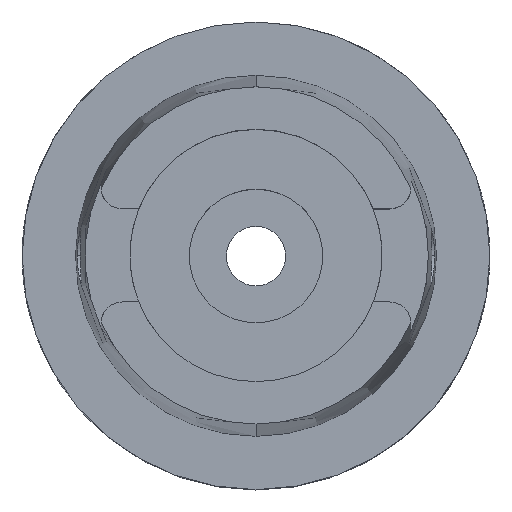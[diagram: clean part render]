
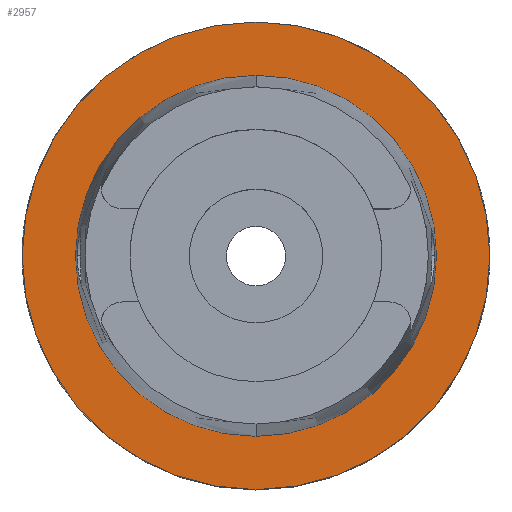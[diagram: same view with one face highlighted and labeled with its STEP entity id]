
A CAD part, top view. The second image highlights one B-rep face of the part: STEP entity #2957.
In plain terms, the highlighted planar face has unit normal (0, 0, 1).
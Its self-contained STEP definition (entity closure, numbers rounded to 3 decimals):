
#479=CARTESIAN_POINT('',(0.,0.,0.));
#480=DIRECTION('',(0.,0.,-1.));
#481=DIRECTION('',(0.,-1.,0.));
#482=AXIS2_PLACEMENT_3D('',#479,#480,#481);
#487=CARTESIAN_POINT('',(0.,0.,0.));
#488=DIRECTION('',(0.,0.,-1.));
#489=DIRECTION('',(0.,1.,0.));
#490=AXIS2_PLACEMENT_3D('',#487,#488,#489);
#495=CARTESIAN_POINT('',(0.,0.,0.));
#496=DIRECTION('',(0.,0.,1.));
#497=DIRECTION('',(0.,-1.,0.));
#498=AXIS2_PLACEMENT_3D('',#495,#496,#497);
#503=CARTESIAN_POINT('',(0.,0.,0.));
#504=DIRECTION('',(0.,0.,1.));
#505=DIRECTION('',(0.,1.,0.));
#506=AXIS2_PLACEMENT_3D('',#503,#504,#505);
#2378=CARTESIAN_POINT('',(0.,-24.315,0.));
#2379=VERTEX_POINT('',#2378);
#2380=CARTESIAN_POINT('',(0.,24.315,0.));
#2381=VERTEX_POINT('',#2380);
#2389=CARTESIAN_POINT('',(0.,-31.5,0.));
#2390=CARTESIAN_POINT('',(0.,31.5,0.));
#2391=VERTEX_POINT('',#2389);
#2392=VERTEX_POINT('',#2390);
#2942=CARTESIAN_POINT('',(0.,0.,0.));
#2943=DIRECTION('',(0.,0.,-1.));
#2944=DIRECTION('',(0.,-1.,0.));
#2945=AXIS2_PLACEMENT_3D('',#2942,#2943,#2944);
#2946=PLANE('',#2945);
#2948=ORIENTED_EDGE('',*,*,#2947,.T.);
#2950=ORIENTED_EDGE('',*,*,#2949,.T.);
#2951=EDGE_LOOP('',(#2948,#2950));
#2952=FACE_OUTER_BOUND('',#2951,.F.);
#2953=ORIENTED_EDGE('',*,*,#2900,.T.);
#2954=ORIENTED_EDGE('',*,*,#2859,.T.);
#2955=EDGE_LOOP('',(#2953,#2954));
#2956=FACE_BOUND('',#2955,.F.);
#483=CIRCLE('',#482,31.5);
#491=CIRCLE('',#490,31.5);
#499=CIRCLE('',#498,24.315);
#507=CIRCLE('',#506,24.315);
#2859=EDGE_CURVE('',#2381,#2379,#507,.T.);
#2900=EDGE_CURVE('',#2379,#2381,#499,.T.);
#2947=EDGE_CURVE('',#2391,#2392,#483,.T.);
#2949=EDGE_CURVE('',#2392,#2391,#491,.T.);
#2957=ADVANCED_FACE('',(#2952,#2956),#2946,.F.);
